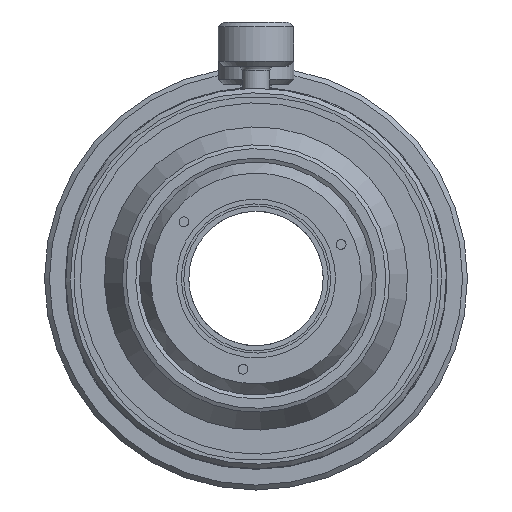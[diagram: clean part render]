
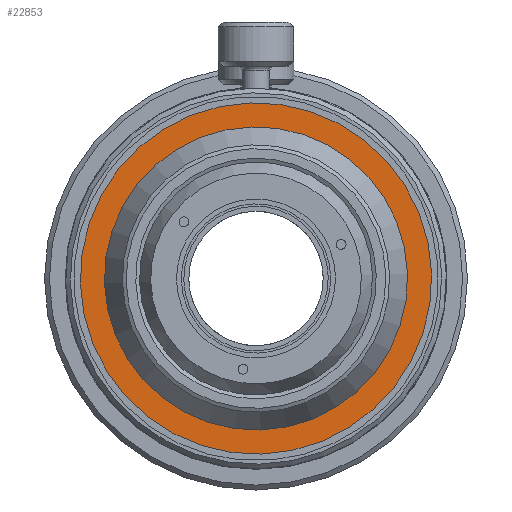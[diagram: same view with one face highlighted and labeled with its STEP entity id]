
A CAD part, left-side view. The second image highlights one B-rep face of the part: STEP entity #22853.
In plain terms, the highlighted planar face has unit normal (-1, 0, 0).
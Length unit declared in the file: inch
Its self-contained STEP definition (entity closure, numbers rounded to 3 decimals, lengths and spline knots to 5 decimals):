
#22819=CARTESIAN_POINT('',(0.5,0.62,0.0));
#22820=VERTEX_POINT('',#22819);
#22821=CARTESIAN_POINT('',(0.5,0.0,0.0));
#22822=DIRECTION('',(1.0,0.0,0.0));
#22823=DIRECTION('',(0.0,1.0,0.0));
#22824=AXIS2_PLACEMENT_3D('',#22821,#22822,#22823);
#22825=CIRCLE('',#22824,0.62);
#22826=EDGE_CURVE('',#22820,#22820,#22825,.T.);
#22834=CARTESIAN_POINT('',(0.5,0.66925,0.0));
#22835=DIRECTION('',(-1.0,0.0,0.0));
#22836=DIRECTION('',(0.0,0.0,1.0));
#22837=AXIS2_PLACEMENT_3D('',#22834,#22835,#22836);
#22838=PLANE('',#22837);
#22839=CARTESIAN_POINT('',(0.5,0.7185,0.0));
#22840=VERTEX_POINT('',#22839);
#22841=CARTESIAN_POINT('',(0.5,0.0,0.0));
#22842=DIRECTION('',(1.0,0.0,0.0));
#22843=DIRECTION('',(0.0,1.0,0.0));
#22844=AXIS2_PLACEMENT_3D('',#22841,#22842,#22843);
#22845=CIRCLE('',#22844,0.7185);
#22846=EDGE_CURVE('',#22840,#22840,#22845,.T.);
#22847=ORIENTED_EDGE('',*,*,#22846,.F.);
#22848=EDGE_LOOP('',(#22847));
#22849=FACE_OUTER_BOUND('',#22848,.T.);
#22850=ORIENTED_EDGE('',*,*,#22826,.T.);
#22851=EDGE_LOOP('',(#22850));
#22852=FACE_BOUND('',#22851,.T.);
#22853=ADVANCED_FACE('',(#22849,#22852),#22838,.T.);
